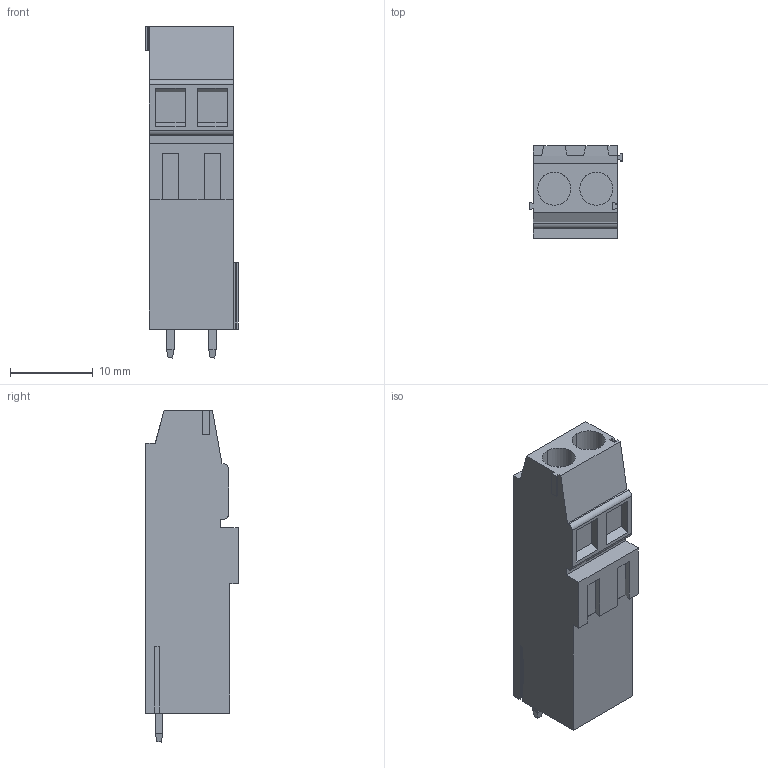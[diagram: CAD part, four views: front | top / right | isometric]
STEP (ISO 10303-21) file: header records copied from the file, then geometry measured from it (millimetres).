
FILE_DESCRIPTION(('CATIA V5 STEP Exchange','CAx-IF Rec.Pracs.--- Model Styling and Organization---1.2---2011-12-15'),'2;1');
FILE_NAME ('D1455681_0_1766360000_1766360000.stp','2018-09-20T15:32:45+00:00',('none'),('Weidmueller'),'CATIA Version 5-6 Release 2014','CATIA V5 STEP AP214','none');
FILE_SCHEMA(('AUTOMOTIVE_DESIGN { 1 0 10303 214 1 1 1 1 }'));
Length unit declared in the file: millimetre
Products named in the file (1): 1766360000
Bounding box: 11.21 x 11.16 x 40.1 mm (x, y, z)
Volume: 3485.8 mm3; surface area: 1917.7 mm2
Topology: 3 solids, 3 shells, 104 faces, 274 edges, 180 vertices
Faces by surface type: plane 98, cylinder 6
Entity records: 3062 total; most frequent: ORIENTED_EDGE 548, CARTESIAN_POINT 539, DIRECTION 442, EDGE_CURVE 274, VECTOR 262, LINE 262, VERTEX_POINT 180, EDGE_LOOP 108
